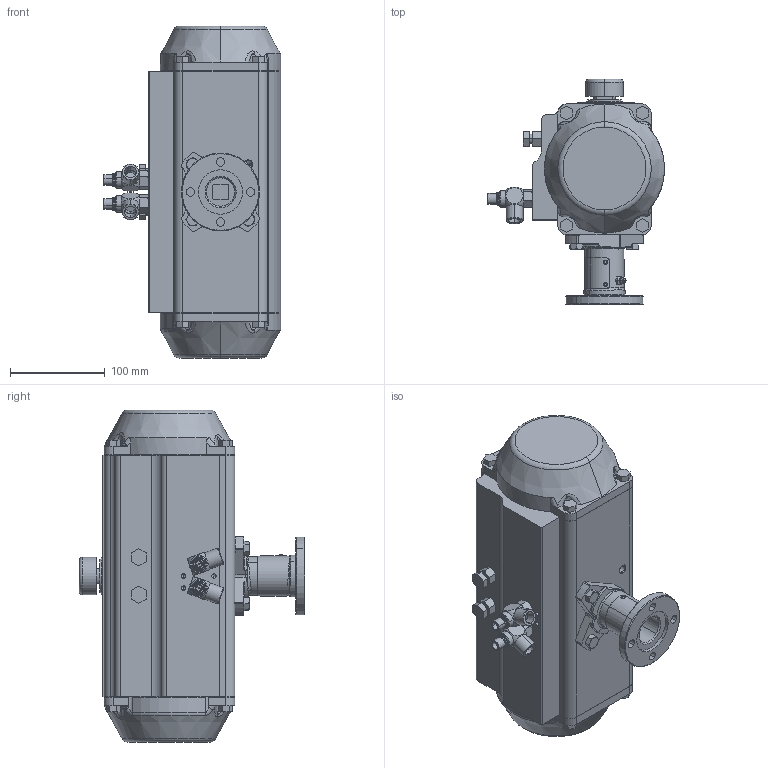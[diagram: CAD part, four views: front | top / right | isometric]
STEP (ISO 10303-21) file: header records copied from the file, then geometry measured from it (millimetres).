
FILE_DESCRIPTION((''),'2;1');
FILE_NAME('8940_AIR_ACT_115','2015-06-01T',('sobri'),(''),'PRO/ENGINEER BY PARAMETRIC TECHNOLOGY CORPORATION, 2011180','PRO/ENGINEER BY PARAMETRIC TECHNOLOGY CORPORATION, 2011180','');
FILE_SCHEMA(('CONFIG_CONTROL_DESIGN'));
Length unit declared in the file: inch
Products named in the file (1): 8940_AIR_ACT_115
Bounding box: 187.25 x 238.39 x 350.84 mm (x, y, z)
Surface area: 268901.9 mm2 (no closed solid volume)
Topology: 0 solids, 43 shells, 578 faces, 2091 edges, 1570 vertices
Faces by surface type: plane 258, cylinder 161, cone 76, bspline 53, torus 18, sphere 12
Entity records: 26453 total; most frequent: CARTESIAN_POINT 9058, DIRECTION 3511, ORIENTED_EDGE 3316, EDGE_CURVE 2071, VERTEX_POINT 1570, VECTOR 1189, LINE 1189, AXIS2_PLACEMENT_3D 1161
